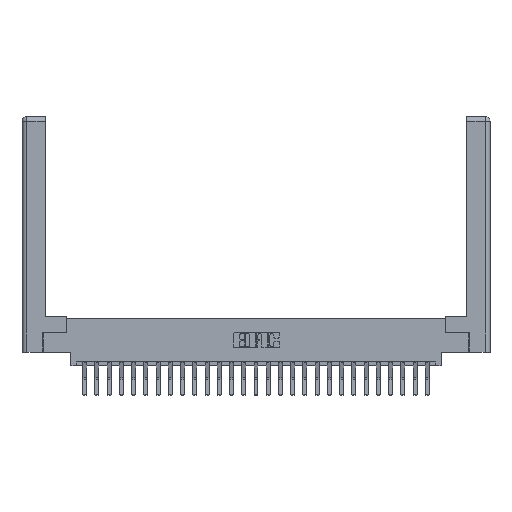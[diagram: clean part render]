
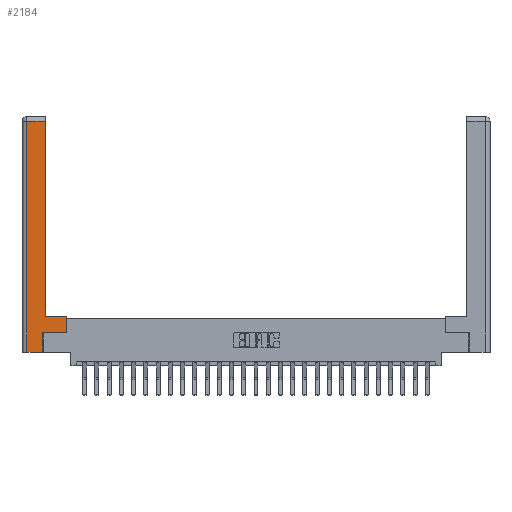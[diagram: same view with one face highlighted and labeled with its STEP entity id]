
A CAD part, top view. The second image highlights one B-rep face of the part: STEP entity #2184.
In plain terms, the highlighted planar face has unit normal (0, 0, 1).
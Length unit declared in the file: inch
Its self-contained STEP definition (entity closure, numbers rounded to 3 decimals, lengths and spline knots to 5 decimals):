
#179 = CARTESIAN_POINT ( 'NONE',  ( 0.565, 0.245, 0. ) ) ;
#380 = LINE ( 'NONE', #179, #16443 ) ;
#921 = VECTOR ( 'NONE', #17616, 39.37008 ) ;
#996 = CARTESIAN_POINT ( 'NONE',  ( 0.295, 0.45, 0. ) ) ;
#1100 = VECTOR ( 'NONE', #13740, 39.37008 ) ;
#1239 = EDGE_CURVE ( 'NONE', #24248, #21125, #18850, .T. ) ;
#1438 = DIRECTION ( 'NONE',  ( 0., -1., 0. ) ) ;
#2152 = ORIENTED_EDGE ( 'NONE', *, *, #2974, .T. ) ;
#2184 = ADVANCED_FACE ( 'NONE', ( #5334 ), #6546, .F. ) ;
#2188 = DIRECTION ( 'NONE',  ( 1., 0., 0. ) ) ;
#2529 = VECTOR ( 'NONE', #20828, 39.37008 ) ;
#2974 = EDGE_CURVE ( 'NONE', #24960, #7377, #4621, .T. ) ;
#3316 = ORIENTED_EDGE ( 'NONE', *, *, #19493, .T. ) ;
#3796 = ORIENTED_EDGE ( 'NONE', *, *, #11587, .T. ) ;
#4269 = AXIS2_PLACEMENT_3D ( 'NONE', #6643, #10845, #23483 ) ;
#4555 = CARTESIAN_POINT ( 'NONE',  ( 0.295, 2.94, 0. ) ) ;
#4621 = LINE ( 'NONE', #13004, #23281 ) ;
#4747 = VECTOR ( 'NONE', #1438, 39.37008 ) ;
#5131 = CARTESIAN_POINT ( 'NONE',  ( 0.565, 0.245, 0. ) ) ;
#5334 = FACE_OUTER_BOUND ( 'NONE', #15167, .T. ) ;
#5394 = CARTESIAN_POINT ( 'NONE',  ( 0.265, 0.245, 0. ) ) ;
#6118 = CARTESIAN_POINT ( 'NONE',  ( 0.295, 0.45, 0. ) ) ;
#6188 = CARTESIAN_POINT ( 'NONE',  ( 0.265, 0., 0. ) ) ;
#6401 = EDGE_CURVE ( 'NONE', #21125, #24359, #8684, .T. ) ;
#6546 = PLANE ( 'NONE',  #4269 ) ;
#6643 = CARTESIAN_POINT ( 'NONE',  ( 0., 0., 0. ) ) ;
#6779 = DIRECTION ( 'NONE',  ( 0., 1., 0. ) ) ;
#6944 = VERTEX_POINT ( 'NONE', #5131 ) ;
#7377 = VERTEX_POINT ( 'NONE', #4555 ) ;
#7716 = VECTOR ( 'NONE', #15867, 39.37008 ) ;
#8684 = LINE ( 'NONE', #5394, #7716 ) ;
#8958 = LINE ( 'NONE', #9367, #1100 ) ;
#9367 = CARTESIAN_POINT ( 'NONE',  ( 0.0615, 2.94, 0. ) ) ;
#10310 = VERTEX_POINT ( 'NONE', #26319 ) ;
#10756 = LINE ( 'NONE', #6118, #2529 ) ;
#10845 = DIRECTION ( 'NONE',  ( 0., 0., -1. ) ) ;
#11477 = LINE ( 'NONE', #15594, #921 ) ;
#11587 = EDGE_CURVE ( 'NONE', #10310, #24248, #26960, .T. ) ;
#12695 = CARTESIAN_POINT ( 'NONE',  ( 0.265, 0.245, 0. ) ) ;
#12749 = ORIENTED_EDGE ( 'NONE', *, *, #15144, .T. ) ;
#13004 = CARTESIAN_POINT ( 'NONE',  ( 0.295, 3., 0. ) ) ;
#13740 = DIRECTION ( 'NONE',  ( -1., 0., 0. ) ) ;
#14780 = CARTESIAN_POINT ( 'NONE',  ( 0.265, 0., 0. ) ) ;
#15144 = EDGE_CURVE ( 'NONE', #6944, #23871, #11477, .T. ) ;
#15167 = EDGE_LOOP ( 'NONE', ( #2152, #17717, #3796, #18042, #18543, #3316, #12749, #24514 ) ) ;
#15594 = CARTESIAN_POINT ( 'NONE',  ( 0.565, 0.45, 0. ) ) ;
#15867 = DIRECTION ( 'NONE',  ( 0., 1., 0. ) ) ;
#16443 = VECTOR ( 'NONE', #2188, 39.37008 ) ;
#17616 = DIRECTION ( 'NONE',  ( 0., 1., 0. ) ) ;
#17717 = ORIENTED_EDGE ( 'NONE', *, *, #18709, .T. ) ;
#18042 = ORIENTED_EDGE ( 'NONE', *, *, #1239, .T. ) ;
#18543 = ORIENTED_EDGE ( 'NONE', *, *, #6401, .T. ) ;
#18709 = EDGE_CURVE ( 'NONE', #7377, #10310, #8958, .T. ) ;
#18850 = LINE ( 'NONE', #14780, #21747 ) ;
#19493 = EDGE_CURVE ( 'NONE', #24359, #6944, #380, .T. ) ;
#20828 = DIRECTION ( 'NONE',  ( -1., 0., 0. ) ) ;
#21125 = VERTEX_POINT ( 'NONE', #6188 ) ;
#21223 = DIRECTION ( 'NONE',  ( 1., 0., 0. ) ) ;
#21747 = VECTOR ( 'NONE', #21223, 39.37008 ) ;
#23281 = VECTOR ( 'NONE', #6779, 39.37008 ) ;
#23483 = DIRECTION ( 'NONE',  ( -1., 0., 0. ) ) ;
#23871 = VERTEX_POINT ( 'NONE', #25175 ) ;
#24248 = VERTEX_POINT ( 'NONE', #24478 ) ;
#24359 = VERTEX_POINT ( 'NONE', #12695 ) ;
#24478 = CARTESIAN_POINT ( 'NONE',  ( 0.0615, 0., 0. ) ) ;
#24514 = ORIENTED_EDGE ( 'NONE', *, *, #25252, .T. ) ;
#24960 = VERTEX_POINT ( 'NONE', #996 ) ;
#25175 = CARTESIAN_POINT ( 'NONE',  ( 0.565, 0.45, 0. ) ) ;
#25252 = EDGE_CURVE ( 'NONE', #23871, #24960, #10756, .T. ) ;
#25917 = CARTESIAN_POINT ( 'NONE',  ( 0.0615, 0., 0. ) ) ;
#26319 = CARTESIAN_POINT ( 'NONE',  ( 0.0615, 2.94, 0. ) ) ;
#26960 = LINE ( 'NONE', #25917, #4747 ) ;
